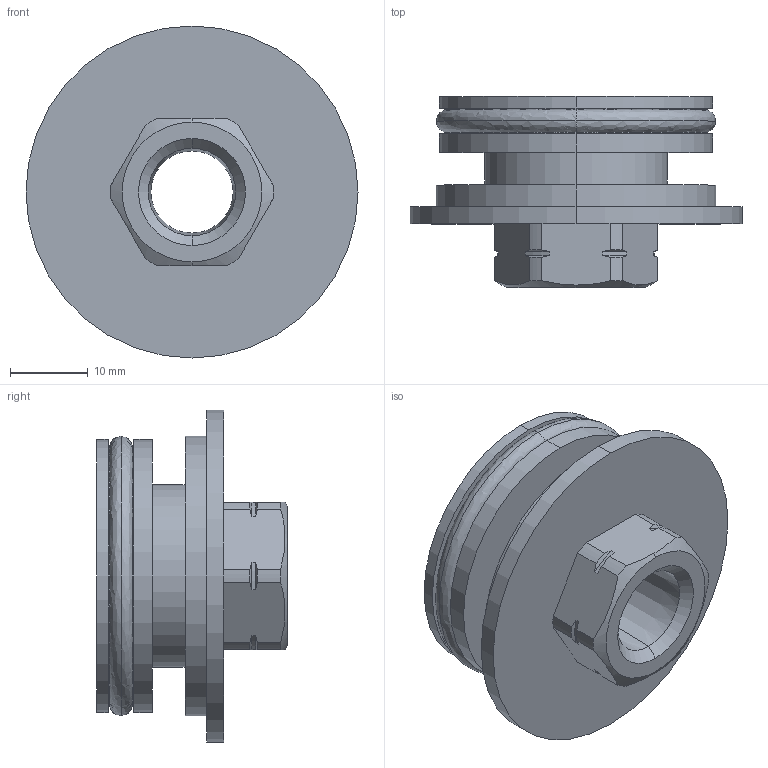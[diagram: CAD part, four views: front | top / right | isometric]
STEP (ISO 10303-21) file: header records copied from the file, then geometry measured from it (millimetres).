
FILE_DESCRIPTION (( 'STEP AP214' ), '1' );
FILE_NAME ('TAP-ACC07.step', '2017-04-05T20:00:04', ( '' ), ( '' ), 'SwSTEP 2.0', 'SolidWorks 2017', '' );
FILE_SCHEMA (( 'AUTOMOTIVE_DESIGN' ));
Length unit declared in the file: inch
Products named in the file (1): TAP-ACC07
Bounding box: 42.8 x 24.6 x 42.8 mm (x, y, z)
Volume: 12640.9 mm3; surface area: 7914.3 mm2
Topology: 1 solids, 1 shells, 74 faces, 184 edges, 118 vertices
Faces by surface type: cylinder 36, cone 20, plane 14, bspline 4
Entity records: 2528 total; most frequent: CARTESIAN_POINT 565, DIRECTION 378, ORIENTED_EDGE 368, EDGE_CURVE 184, AXIS2_PLACEMENT_3D 155, VERTEX_POINT 118, CIRCLE 84, EDGE_LOOP 82
